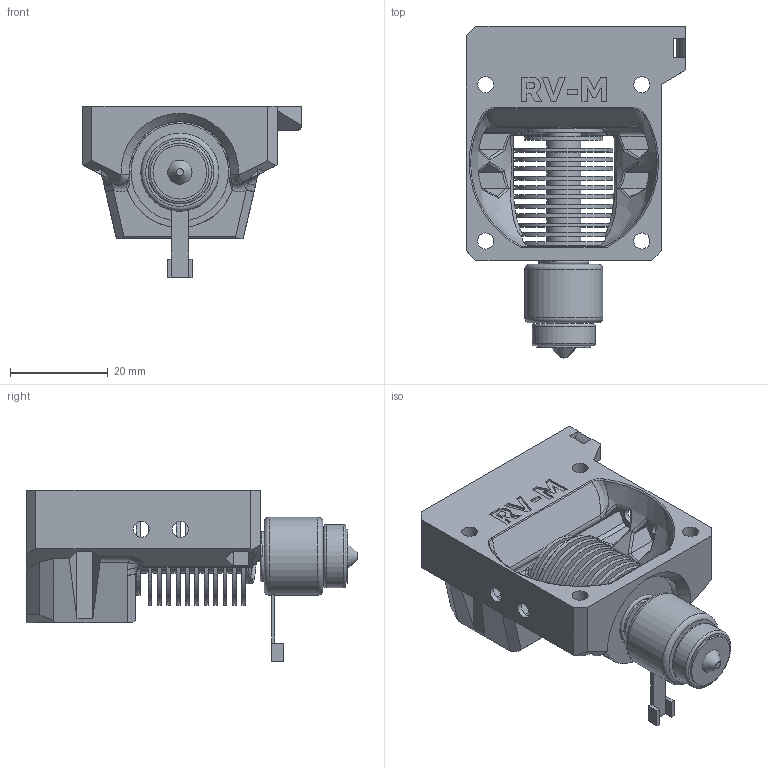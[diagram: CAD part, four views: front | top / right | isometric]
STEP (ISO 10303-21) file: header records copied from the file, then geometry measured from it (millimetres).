
FILE_DESCRIPTION(/* description */ (''),/* implementation_level */ '2;1');
FILE_NAME(/* name */ 'E3D_Revo_Micro_Eva_3.step',/* time_stamp */ '2022-08-18T21:10:47+02:00',/* author */ (''),/* organization */ (''),/* preprocessor_version */ 'ST-DEVELOPER v19',/* originating_system */ 'Autodesk Translation Framework v11.7.0.108',/* authorisation */ '');
FILE_SCHEMA (('AUTOMOTIVE_DESIGN { 1 0 10303 214 3 1 1 }'));
Length unit declared in the file: millimetre
Products named in the file (10): E3D_Revo_Micro_Eva_3; Heatblock; Nozzle; Threaded_Nut; Spring; Heatbreak; Heatsink; Cable_Exit; Coupling_Clip; Coupling
Assembly tree (9 placements, depth 2):
  E3D_Revo_Micro_Eva_3
    Heatblock
    Nozzle
    Threaded_Nut
    Spring
    Heatbreak
    Heatsink
    Cable_Exit
    Coupling_Clip
    Coupling
Bounding box: 45 x 68 x 35.1 mm (x, y, z)
Volume: 24884.8 mm3; surface area: 20967.2 mm2
Topology: 10 solids, 10 shells, 653 faces, 1682 edges, 1074 vertices
Faces by surface type: plane 295, cylinder 156, bspline 116, cone 57, torus 26, sphere 3
Full cylindrical faces by diameter (mm): 2.2 x1, 3.2 x1, 3.3 x8, 4 x1, 4.16 x1, 4.9 x1, 5 x1, 7 x13, 9 x1, 10.137 x3, 10.5 x1, 11 x1, 11.85 x3, 12 x1, 12.85 x1, 13 x1, 16 x3, 18.75 x1, 20 x11
Entity records: 28783 total; most frequent: CARTESIAN_POINT 13269, ORIENTED_EDGE 3344, DIRECTION 2862, EDGE_CURVE 1672, VERTEX_POINT 1074, AXIS2_PLACEMENT_3D 1023, LINE 816, VECTOR 816
